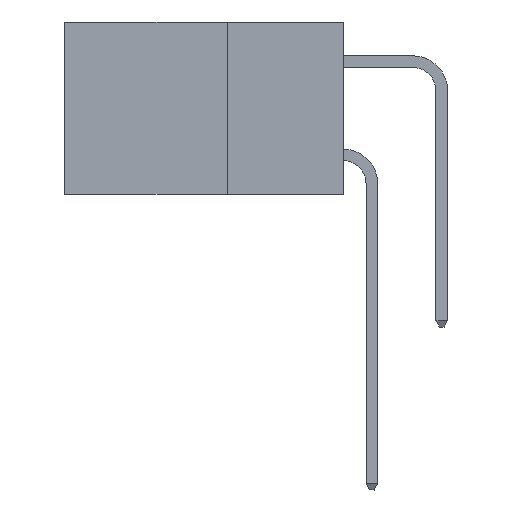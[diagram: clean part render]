
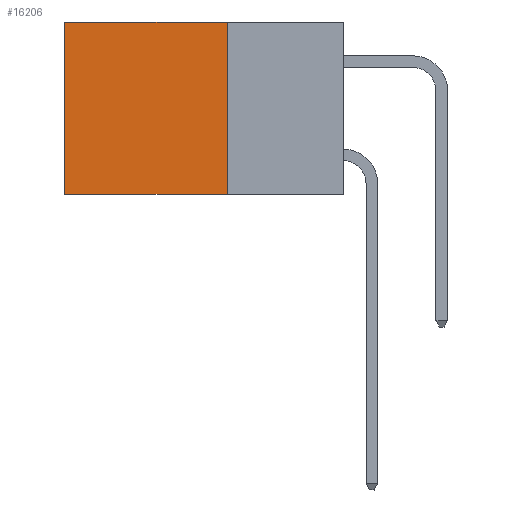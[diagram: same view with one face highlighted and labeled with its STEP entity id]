
A CAD part, left-side view. The second image highlights one B-rep face of the part: STEP entity #16206.
In plain terms, the highlighted planar face has unit normal (-1, 0, 0).
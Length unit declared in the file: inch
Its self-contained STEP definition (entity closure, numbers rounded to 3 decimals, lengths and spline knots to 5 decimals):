
#70 = LINE ( 'NONE', #8827, #11335 ) ;
#1048 = VECTOR ( 'NONE', #2535, 39.37008 ) ;
#1184 = CARTESIAN_POINT ( 'NONE',  ( 0.298, 0.25, -0.37 ) ) ;
#1703 = EDGE_CURVE ( 'NONE', #6830, #12225, #17227, .T. ) ;
#1946 = VECTOR ( 'NONE', #16197, 39.37008 ) ;
#2286 = AXIS2_PLACEMENT_3D ( 'NONE', #13771, #4285, #13823 ) ;
#2309 = ORIENTED_EDGE ( 'NONE', *, *, #1703, .F. ) ;
#2534 = ORIENTED_EDGE ( 'NONE', *, *, #14815, .T. ) ;
#2535 = DIRECTION ( 'NONE',  ( 0., 0., -1. ) ) ;
#2544 = ORIENTED_EDGE ( 'NONE', *, *, #13555, .T. ) ;
#2567 = DIRECTION ( 'NONE',  ( 0., 1., 0. ) ) ;
#2882 = VECTOR ( 'NONE', #2567, 39.37008 ) ;
#3799 = CARTESIAN_POINT ( 'NONE',  ( 0.298, 0.25, 0. ) ) ;
#4285 = DIRECTION ( 'NONE',  ( 1., 0., 0. ) ) ;
#4676 = LINE ( 'NONE', #12100, #1048 ) ;
#5478 = FACE_OUTER_BOUND ( 'NONE', #17243, .T. ) ;
#6669 = CARTESIAN_POINT ( 'NONE',  ( 0.298, 0.25, 0. ) ) ;
#6830 = VERTEX_POINT ( 'NONE', #3799 ) ;
#7606 = EDGE_CURVE ( 'NONE', #12225, #15267, #10107, .T. ) ;
#8552 = CARTESIAN_POINT ( 'NONE',  ( 0.298, 0.6, 0. ) ) ;
#8827 = CARTESIAN_POINT ( 'NONE',  ( 0.298, 0.25, 0. ) ) ;
#10107 = LINE ( 'NONE', #1184, #2882 ) ;
#10541 = VERTEX_POINT ( 'NONE', #8552 ) ;
#11169 = ORIENTED_EDGE ( 'NONE', *, *, #7606, .F. ) ;
#11289 = CARTESIAN_POINT ( 'NONE',  ( 0.298, 0.6, -0.37 ) ) ;
#11335 = VECTOR ( 'NONE', #16694, 39.37008 ) ;
#12100 = CARTESIAN_POINT ( 'NONE',  ( 0.298, 0.6, 0. ) ) ;
#12225 = VERTEX_POINT ( 'NONE', #16585 ) ;
#12421 = PLANE ( 'NONE',  #2286 ) ;
#13555 = EDGE_CURVE ( 'NONE', #6830, #10541, #70, .T. ) ;
#13771 = CARTESIAN_POINT ( 'NONE',  ( 0.298, 0.25, 0. ) ) ;
#13823 = DIRECTION ( 'NONE',  ( 0., 0., -1. ) ) ;
#14815 = EDGE_CURVE ( 'NONE', #10541, #15267, #4676, .T. ) ;
#15267 = VERTEX_POINT ( 'NONE', #11289 ) ;
#16197 = DIRECTION ( 'NONE',  ( 0., 0., -1. ) ) ;
#16206 = ADVANCED_FACE ( 'NONE', ( #5478 ), #12421, .F. ) ;
#16585 = CARTESIAN_POINT ( 'NONE',  ( 0.298, 0.25, -0.37 ) ) ;
#16694 = DIRECTION ( 'NONE',  ( 0., 1., 0. ) ) ;
#17227 = LINE ( 'NONE', #6669, #1946 ) ;
#17243 = EDGE_LOOP ( 'NONE', ( #2534, #11169, #2309, #2544 ) ) ;
